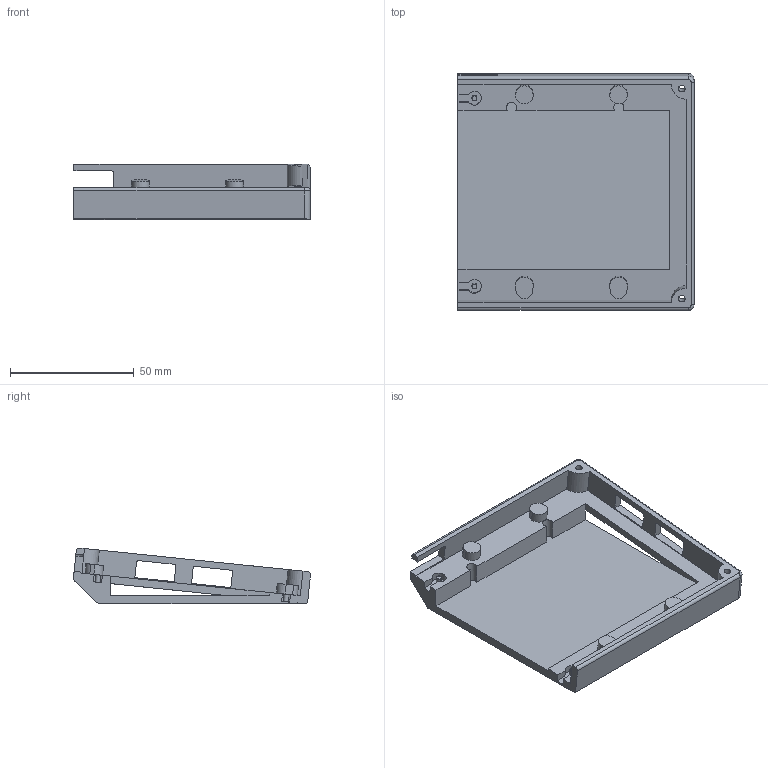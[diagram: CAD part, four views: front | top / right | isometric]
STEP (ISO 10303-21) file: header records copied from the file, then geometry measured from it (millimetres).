
FILE_DESCRIPTION(/* description */ ('STEP AP242','CAx-IF Rec.Pracs.---Representation and Presentation of Product Manufacturing Information (PMI)---4.0---2014-10-13','CAx-IF Rec.Pracs.---3D Tessellated Geometry---0.4---2014-09-14','2;1'),/* implementation_level */ '2;1');
FILE_NAME(/* name */ 'new-enigma - bottom-right',/* time_stamp */ '2024-11-03T20:26:27Z',/* author */ (''),/* organization */ (''),/* preprocessor_version */ 'ST-DEVELOPER v20',/* originating_system */ 'ONSHAPE BY PTC INC, 1.189',/* authorisation */ ' ');
FILE_SCHEMA (('AP242_MANAGED_MODEL_BASED_3D_ENGINEERING_MIM_LF { 1 0 10303 442 1 1 4 }'));
Length unit declared in the file: metre
Products named in the file (1): bottom-right
Bounding box: 95.4 x 95.76 x 22.6 mm (x, y, z)
Volume: 46157.4 mm3; surface area: 26849.2 mm2
Topology: 1 solids, 1 shells, 94 faces, 279 edges, 190 vertices
Faces by surface type: plane 54, cylinder 34, cone 4, torus 2
Entity records: 3243 total; most frequent: DIRECTION 571, CARTESIAN_POINT 564, ORIENTED_EDGE 558, EDGE_CURVE 279, AXIS2_PLACEMENT_3D 197, VERTEX_POINT 190, LINE 177, VECTOR 177
